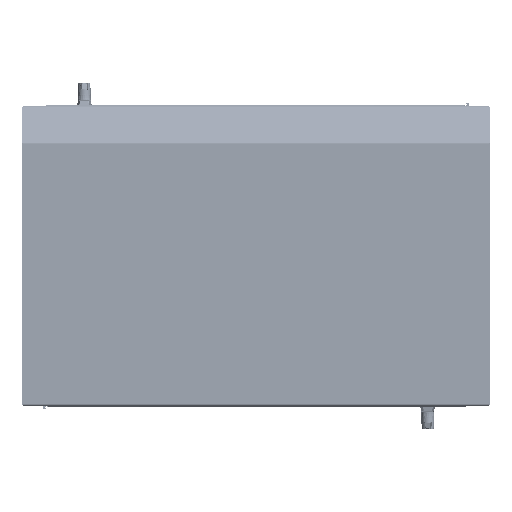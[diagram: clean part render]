
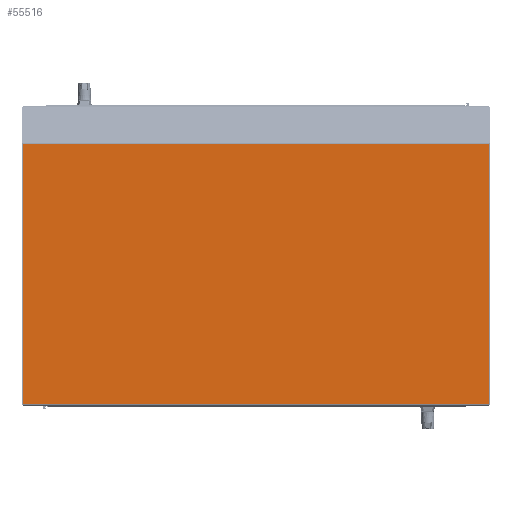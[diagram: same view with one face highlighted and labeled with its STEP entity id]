
A CAD part, front view. The second image highlights one B-rep face of the part: STEP entity #55516.
In plain terms, the highlighted face is planar.
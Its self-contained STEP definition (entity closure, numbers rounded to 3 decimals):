
#2327=PLANE('',#58847);
#4574=LINE('',#79544,#9569);
#4578=LINE('',#79559,#9573);
#4581=LINE('',#79565,#9576);
#4582=LINE('',#79566,#9577);
#9569=VECTOR('',#64909,35.977);
#9573=VECTOR('',#64929,20.089);
#9576=VECTOR('',#64934,20.089);
#9577=VECTOR('',#64935,35.977);
#15186=FACE_OUTER_BOUND('',#18311,.T.);
#18311=EDGE_LOOP('',(#38649,#38650,#38651,#38652));
#24325=VERTEX_POINT('',#79541);
#24326=VERTEX_POINT('',#79543);
#24329=VERTEX_POINT('',#79558);
#24331=VERTEX_POINT('',#79564);
#29951=EDGE_CURVE('',#24326,#24325,#4574,.T.);
#29958=EDGE_CURVE('',#24326,#24329,#4578,.T.);
#29961=EDGE_CURVE('',#24331,#24325,#4581,.T.);
#29962=EDGE_CURVE('',#24331,#24329,#4582,.T.);
#38649=ORIENTED_EDGE('',*,*,#29951,.T.);
#38650=ORIENTED_EDGE('',*,*,#29961,.F.);
#38651=ORIENTED_EDGE('',*,*,#29962,.T.);
#38652=ORIENTED_EDGE('',*,*,#29958,.F.);
#55516=ADVANCED_FACE('',(#15186),#2327,.T.);
#58847=AXIS2_PLACEMENT_3D('',#79563,#64932,#64933);
#64909=DIRECTION('',(-1.,0.,0.));
#64929=DIRECTION('',(0.,-1.,0.));
#64932=DIRECTION('center_axis',(0.,0.,1.));
#64933=DIRECTION('ref_axis',(1.,0.,0.));
#64934=DIRECTION('',(0.,1.,0.));
#64935=DIRECTION('',(1.,0.,0.));
#79541=CARTESIAN_POINT('',(-1.331,0.904,0.074));
#79543=CARTESIAN_POINT('',(34.646,0.904,0.074));
#79544=CARTESIAN_POINT('',(25.652,0.904,0.074));
#79558=CARTESIAN_POINT('',(34.646,-19.186,0.074));
#79559=CARTESIAN_POINT('',(34.646,0.928,0.074));
#79563=CARTESIAN_POINT('Origin',(16.658,-9.197,0.074));
#79564=CARTESIAN_POINT('',(-1.331,-19.186,0.074));
#79565=CARTESIAN_POINT('',(-1.331,-19.322,0.074));
#79566=CARTESIAN_POINT('',(7.663,-19.186,0.074));
